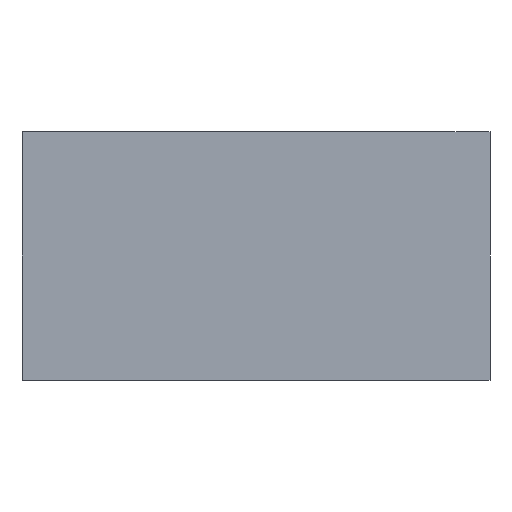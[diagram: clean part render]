
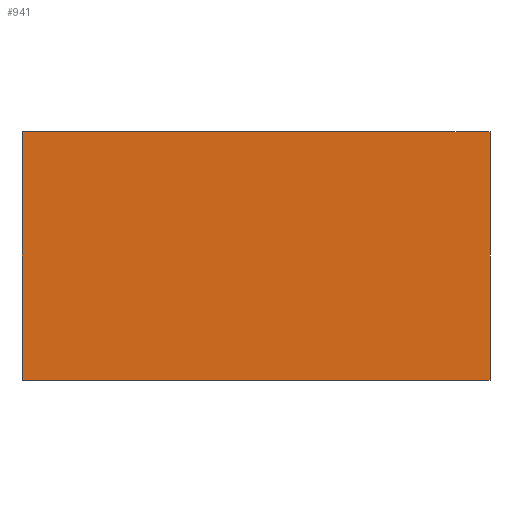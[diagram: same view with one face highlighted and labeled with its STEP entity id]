
A CAD part, front view. The second image highlights one B-rep face of the part: STEP entity #941.
In plain terms, the highlighted planar face has unit normal (0, -1, 0).
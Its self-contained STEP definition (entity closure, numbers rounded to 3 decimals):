
#76=FACE_OUTER_BOUND('',#132,.T.);
#132=EDGE_LOOP('',(#672,#673,#674,#675));
#217=LINE('',#1400,#326);
#219=LINE('',#1410,#328);
#220=LINE('',#1412,#329);
#221=LINE('',#1413,#330);
#326=VECTOR('',#1125,10.);
#328=VECTOR('',#1135,10.);
#329=VECTOR('',#1136,10.);
#330=VECTOR('',#1137,10.);
#431=VERTEX_POINT('',#1397);
#432=VERTEX_POINT('',#1399);
#436=VERTEX_POINT('',#1409);
#437=VERTEX_POINT('',#1411);
#525=EDGE_CURVE('',#432,#431,#217,.T.);
#530=EDGE_CURVE('',#436,#431,#219,.T.);
#531=EDGE_CURVE('',#436,#437,#220,.T.);
#532=EDGE_CURVE('',#437,#432,#221,.T.);
#672=ORIENTED_EDGE('',*,*,#525,.T.);
#673=ORIENTED_EDGE('',*,*,#530,.F.);
#674=ORIENTED_EDGE('',*,*,#531,.T.);
#675=ORIENTED_EDGE('',*,*,#532,.T.);
#900=PLANE('',#1012);
#941=ADVANCED_FACE('',(#76),#900,.F.);
#1012=AXIS2_PLACEMENT_3D('',#1408,#1133,#1134);
#1125=DIRECTION('',(-1.,0.,0.));
#1133=DIRECTION('center_axis',(0.,1.,0.));
#1134=DIRECTION('ref_axis',(1.,0.,0.));
#1135=DIRECTION('',(0.,0.,1.));
#1136=DIRECTION('',(1.,0.,0.));
#1137=DIRECTION('',(0.,0.,1.));
#1397=CARTESIAN_POINT('',(-23.15,-16.7,-14.5));
#1399=CARTESIAN_POINT('',(-3.35,-16.7,-14.5));
#1400=CARTESIAN_POINT('',(-15.112,-16.7,-14.5));
#1408=CARTESIAN_POINT('Origin',(-23.15,-16.7,-21.));
#1409=CARTESIAN_POINT('',(-23.15,-16.7,-25.));
#1410=CARTESIAN_POINT('',(-23.15,-16.7,-25.));
#1411=CARTESIAN_POINT('',(-3.35,-16.7,-25.));
#1412=CARTESIAN_POINT('',(-6.35,-16.7,-25.));
#1413=CARTESIAN_POINT('',(-3.35,-16.7,-20.25));
